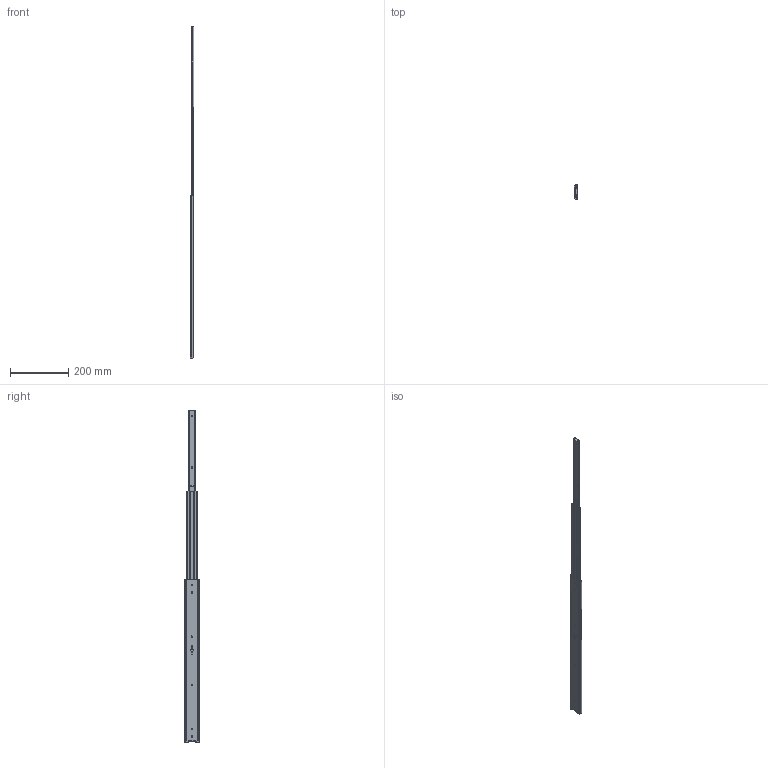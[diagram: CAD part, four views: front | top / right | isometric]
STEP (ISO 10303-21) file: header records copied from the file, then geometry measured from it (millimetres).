
FILE_DESCRIPTION (( 'STEP AP203' ), '1' );
FILE_NAME ('Y515_22.STEP', '2021-09-21T07:57:44', ( '' ), ( '' ), 'SwSTEP 2.0', 'SolidWorks 2019', '' );
FILE_SCHEMA (( 'CONFIG_CONTROL_DESIGN' ));
Length unit declared in the file: millimetre
Products named in the file (8): Y515_22 OM; フリッパーロックKB09; PN102リベット; Y515_22; PN87（カシメ）; PN81バネ（圧縮）; Y515_22 CM; Y515_22 IM
Assembly tree (8 placements, depth 2):
  Y515_22
    Y515_22 OM
    Y515_22 CM
    フリッパーロックKB09
    PN87（カシメ）
    Y515_22 IM
    PN81バネ（圧縮）
    PN102リベット  x2
Bounding box: 12.7 x 50.78 x 1141.7 mm (x, y, z)
Volume: 151912.9 mm3; surface area: 197863.6 mm2
Topology: 9 solids, 9 shells, 334 faces, 934 edges, 620 vertices
Faces by surface type: plane 166, cylinder 162, bspline 4, torus 2
Entity records: 12044 total; most frequent: CARTESIAN_POINT 2404, DIRECTION 1854, ORIENTED_EDGE 1844, EDGE_CURVE 922, AXIS2_PLACEMENT_3D 634, VERTEX_POINT 612, VECTOR 586, LINE 586
